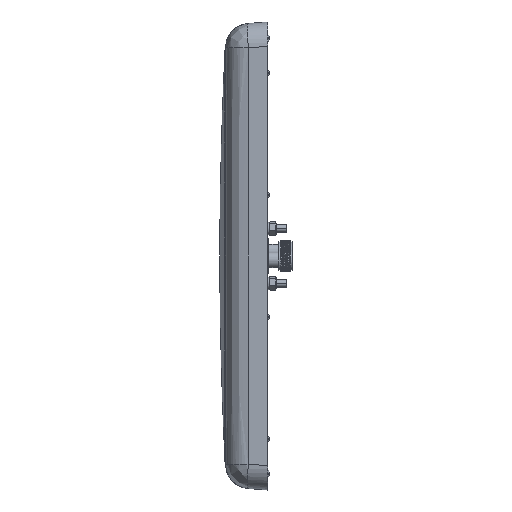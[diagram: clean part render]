
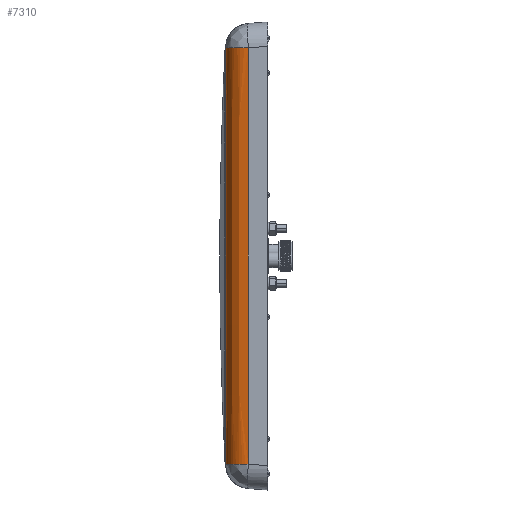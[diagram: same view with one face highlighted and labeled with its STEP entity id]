
A CAD part, left-side view. The second image highlights one B-rep face of the part: STEP entity #7310.
In plain terms, the highlighted free-form (B-spline) face has degree [3, 2] with [4, 3] control points.
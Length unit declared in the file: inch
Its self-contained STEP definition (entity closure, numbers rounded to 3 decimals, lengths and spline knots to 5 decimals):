
#439 = EDGE_CURVE ( 'NONE', #25976, #9378, #14590, .T. ) ;
#516 = VERTEX_POINT ( 'NONE', #12136 ) ;
#838 = EDGE_CURVE ( 'NONE', #6799, #25976, #11983, .T. ) ;
#4545 = CARTESIAN_POINT ( 'NONE',  ( -5.96247, 0.02884, -1.79412 ) ) ;
#4773 = ORIENTED_EDGE ( 'NONE', *, *, #31161, .T. ) ;
#4937 = CARTESIAN_POINT ( 'NONE',  ( -5.38254, 0.00839, -5.38247 ) ) ;
#5338 = CARTESIAN_POINT ( 'NONE',  ( -5.96425, 0.00437, 5.38216 ) ) ;
#6799 = VERTEX_POINT ( 'NONE', #20620 ) ;
#7310 = ADVANCED_FACE ( 'NONE', ( #26422 ), #27975, .T. ) ;
#8446 = CARTESIAN_POINT ( 'NONE',  ( -5.96247, 0.02884, 1.79412 ) ) ;
#8972 = CARTESIAN_POINT ( 'NONE',  ( -6.00644, -0.57581, -5.37818 ) ) ;
#9008 = ORIENTED_EDGE ( 'NONE', *, *, #838, .T. ) ;
#9378 = VERTEX_POINT ( 'NONE', #20763 ) ;
#11010 = CARTESIAN_POINT ( 'NONE',  ( -6.00644, -0.57581, -5.37818 ) ) ;
#11214 = CARTESIAN_POINT ( 'NONE',  ( -5.38076, 0.03286, -1.79421 ) ) ;
#11520 = CARTESIAN_POINT ( 'NONE',  ( -5.38076, 0.03286, 1.79421 ) ) ;
#11983 = B_SPLINE_CURVE_WITH_KNOTS ( 'NONE', 3,
 ( #8972, #39424, #21451, #24331 ),
 .UNSPECIFIED., .F., .F.,
 ( 4, 4 ),
 ( 0., 1. ),
 .UNSPECIFIED. ) ;
#12136 = CARTESIAN_POINT ( 'NONE',  ( -5.38254, 0.00839, -5.38247 ) ) ;
#14590 =( BOUNDED_CURVE ( )  B_SPLINE_CURVE ( 2, ( #17857, #24649, #18465 ),
 .UNSPECIFIED., .F., .F. ) 
 B_SPLINE_CURVE_WITH_KNOTS ( ( 3, 3 ),
 ( 0., 1. ),
 .UNSPECIFIED. ) 
 CURVE ( )  GEOMETRIC_REPRESENTATION_ITEM ( )  RATIONAL_B_SPLINE_CURVE ( ( 1., 0.735, 1. ) ) 
 REPRESENTATION_ITEM ( '' )  );
#14792 = CARTESIAN_POINT ( 'NONE',  ( -5.38254, 0.00839, 5.38247 ) ) ;
#17710 = B_SPLINE_CURVE_WITH_KNOTS ( 'NONE', 3,
 ( #23915, #11214, #35926, #23508 ),
 .UNSPECIFIED., .F., .F.,
 ( 4, 4 ),
 ( 0., 1. ),
 .UNSPECIFIED. ) ;
#17850 = EDGE_LOOP ( 'NONE', ( #18788, #33365, #4773, #9008 ) ) ;
#17857 = CARTESIAN_POINT ( 'NONE',  ( -6.00644, -0.57581, 5.37818 ) ) ;
#18288 = CARTESIAN_POINT ( 'NONE',  ( -6.00644, -0.57581, 5.37818 ) ) ;
#18465 = CARTESIAN_POINT ( 'NONE',  ( -5.38254, 0.00839, 5.38247 ) ) ;
#18788 = ORIENTED_EDGE ( 'NONE', *, *, #439, .T. ) ;
#20620 = CARTESIAN_POINT ( 'NONE',  ( -6.00644, -0.57581, -5.37818 ) ) ;
#20763 = CARTESIAN_POINT ( 'NONE',  ( -5.38254, 0.00839, 5.38247 ) ) ;
#21451 = CARTESIAN_POINT ( 'NONE',  ( -6.00467, -0.55136, 1.79278 ) ) ;
#22018 = EDGE_CURVE ( 'NONE', #516, #9378, #17710, .T. ) ;
#23405 = CARTESIAN_POINT ( 'NONE',  ( -6.00467, -0.55136, 1.79278 ) ) ;
#23508 = CARTESIAN_POINT ( 'NONE',  ( -5.38254, 0.00839, 5.38247 ) ) ;
#23808 = CARTESIAN_POINT ( 'NONE',  ( -6.00644, -0.57581, -5.37818 ) ) ;
#23915 = CARTESIAN_POINT ( 'NONE',  ( -5.38254, 0.00839, -5.38247 ) ) ;
#24331 = CARTESIAN_POINT ( 'NONE',  ( -6.00644, -0.57581, 5.37818 ) ) ;
#24649 = CARTESIAN_POINT ( 'NONE',  ( -5.96425, 0.00437, 5.38216 ) ) ;
#25976 = VERTEX_POINT ( 'NONE', #18288 ) ;
#26422 = FACE_OUTER_BOUND ( 'NONE', #17850, .T. ) ;
#27975 =( BOUNDED_SURFACE ( )  B_SPLINE_SURFACE ( 3, 2, ( 
 ( #23808, #30094, #4937 ),
 ( #32750, #4545, #36224 ),
 ( #23405, #8446, #11520 ),
 ( #32569, #5338, #14792 ) ),
 .UNSPECIFIED., .F., .F., .T. ) 
 B_SPLINE_SURFACE_WITH_KNOTS ( ( 4, 4 ),
 ( 3, 3 ),
 ( 0.3183, 0.59151 ),
 ( 0., 1. ),
 .UNSPECIFIED. ) 
 GEOMETRIC_REPRESENTATION_ITEM ( )  RATIONAL_B_SPLINE_SURFACE ( (
 ( 1., 0.735, 1.),
 ( 1., 0.735, 1.),
 ( 1., 0.735, 1.),
 ( 1., 0.735, 1.) ) ) 
 REPRESENTATION_ITEM ( '' )  SURFACE ( )  );
#28555 =( BOUNDED_CURVE ( )  B_SPLINE_CURVE ( 2, ( #29591, #39192, #11010 ),
 .UNSPECIFIED., .F., .T. ) 
 B_SPLINE_CURVE_WITH_KNOTS ( ( 3, 3 ),
 ( 0., 1. ),
 .UNSPECIFIED. ) 
 CURVE ( )  GEOMETRIC_REPRESENTATION_ITEM ( )  RATIONAL_B_SPLINE_CURVE ( ( 1., 0.735, 1. ) ) 
 REPRESENTATION_ITEM ( '' )  );
#29591 = CARTESIAN_POINT ( 'NONE',  ( -5.38254, 0.00839, -5.38247 ) ) ;
#30094 = CARTESIAN_POINT ( 'NONE',  ( -5.96425, 0.00437, -5.38216 ) ) ;
#31161 = EDGE_CURVE ( 'NONE', #516, #6799, #28555, .T. ) ;
#32569 = CARTESIAN_POINT ( 'NONE',  ( -6.00644, -0.57581, 5.37818 ) ) ;
#32750 = CARTESIAN_POINT ( 'NONE',  ( -6.00467, -0.55136, -1.79278 ) ) ;
#33365 = ORIENTED_EDGE ( 'NONE', *, *, #22018, .F. ) ;
#35926 = CARTESIAN_POINT ( 'NONE',  ( -5.38076, 0.03286, 1.79421 ) ) ;
#36224 = CARTESIAN_POINT ( 'NONE',  ( -5.38076, 0.03286, -1.79421 ) ) ;
#39192 = CARTESIAN_POINT ( 'NONE',  ( -5.96425, 0.00437, -5.38216 ) ) ;
#39424 = CARTESIAN_POINT ( 'NONE',  ( -6.00467, -0.55136, -1.79278 ) ) ;
